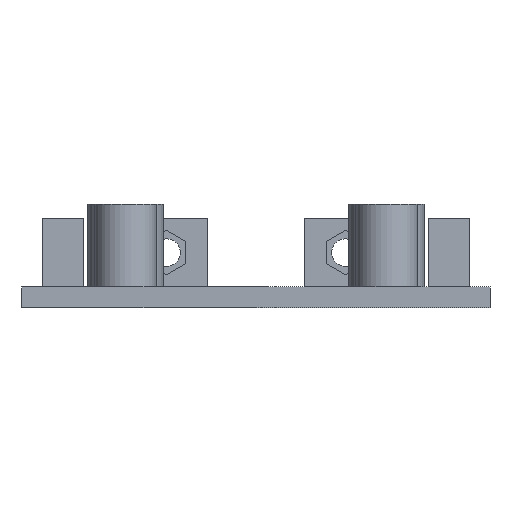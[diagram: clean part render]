
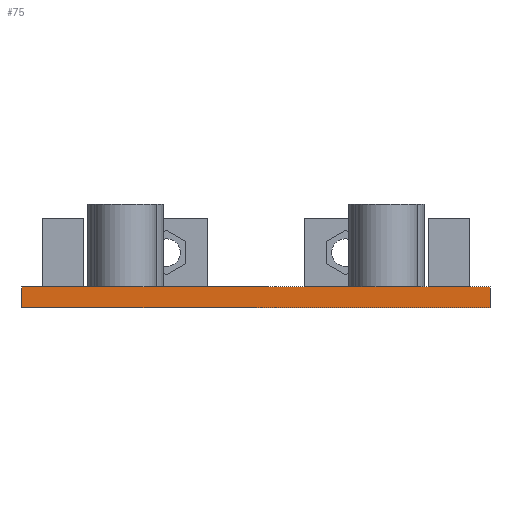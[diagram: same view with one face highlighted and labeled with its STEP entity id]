
A CAD part, front view. The second image highlights one B-rep face of the part: STEP entity #75.
In plain terms, the highlighted planar face has unit normal (0, -1, 0).
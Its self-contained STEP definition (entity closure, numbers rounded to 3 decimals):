
#75=ADVANCED_FACE('',(#418),#420,.T.);
#418=FACE_BOUND('',#419,.T.);
#419=EDGE_LOOP('',(#1387,#1388,#1389,#1390));
#420=PLANE('',#421);
#421=AXIS2_PLACEMENT_3D('',#422,#423,#424);
#422=CARTESIAN_POINT('',(-34.,-75.,0.));
#423=DIRECTION('',(0.,-1.,0.));
#424=DIRECTION('',(1.,0.,0.));
#1387=ORIENTED_EDGE('',*,*,#1920,.T.);
#1388=ORIENTED_EDGE('',*,*,#1921,.T.);
#1389=ORIENTED_EDGE('',*,*,#1851,.F.);
#1390=ORIENTED_EDGE('',*,*,#1918,.F.);
#1851=EDGE_CURVE('',#2175,#2177,#2178,.T.);
#1918=EDGE_CURVE('',#2295,#2175,#2297,.T.);
#1920=EDGE_CURVE('',#2295,#2299,#2300,.T.);
#1921=EDGE_CURVE('',#2299,#2177,#2301,.T.);
#2175=VERTEX_POINT('',#2755);
#2177=VERTEX_POINT('',#2759);
#2178=LINE('',#2760,#2761);
#2295=VERTEX_POINT('',#3020);
#2297=LINE('',#3024,#3025);
#2299=VERTEX_POINT('',#3030);
#2300=LINE('',#3031,#3032);
#2301=LINE('',#3034,#3035);
#2755=CARTESIAN_POINT('',(-34.,-75.,3.));
#2759=CARTESIAN_POINT('',(34.,-75.,3.));
#2760=CARTESIAN_POINT('',(-34.,-75.,3.));
#2761=VECTOR('',#2762,1.);
#2762=DIRECTION('',(1.,0.,0.));
#3020=CARTESIAN_POINT('',(-34.,-75.,0.));
#3024=CARTESIAN_POINT('',(-34.,-75.,0.));
#3025=VECTOR('',#3026,1.);
#3026=DIRECTION('',(0.,0.,1.));
#3030=CARTESIAN_POINT('',(34.,-75.,0.));
#3031=CARTESIAN_POINT('',(-34.,-75.,0.));
#3032=VECTOR('',#3033,1.);
#3033=DIRECTION('',(1.,0.,0.));
#3034=CARTESIAN_POINT('',(34.,-75.,0.));
#3035=VECTOR('',#3036,1.);
#3036=DIRECTION('',(0.,0.,1.));
